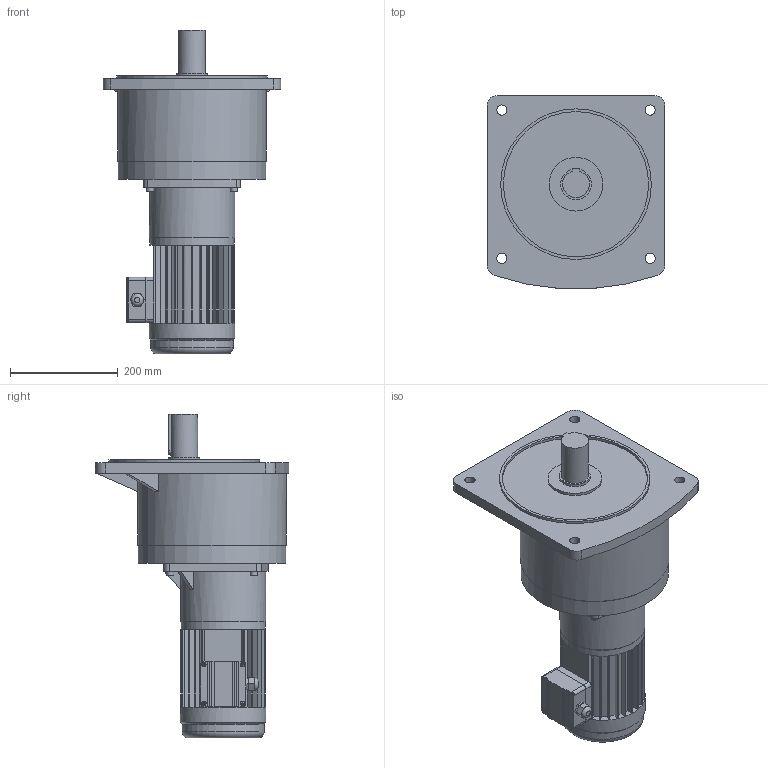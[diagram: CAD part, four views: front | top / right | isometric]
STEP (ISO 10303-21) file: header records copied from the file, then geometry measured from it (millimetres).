
FILE_DESCRIPTION(/* description */ (''),/* implementation_level */ '2;1');
FILE_NAME(/* name */ 'GV立式高速比附三相、单相铝壳（刹车）齿轮减速马达[GV-50-750W-1000-S-A法兰-G1-LD-VO].stp',/* time_stamp */ '2022-01-11T09:00:22+08:00',/* author */ ('Administrator'),/* organization */ (''),/* preprocessor_version */ 'ST-DEVELOPER v15.2',/* originating_system */ 'Autodesk Inventor 2014',/* authorisation */ '');
FILE_SCHEMA (('AUTOMOTIVE_DESIGN { 1 0 10303 214 3 1 1 }'));
Length unit declared in the file: millimetre
Products named in the file (3): STP_50_750W 1HP___G1_LD__A__3; STP_50_750W 1HP___G1_LD__A__1; [GV-50-750W-1000-S-A法兰-G
1-LD-VO]
Bounding box: 330 x 358.98 x 602 mm (x, y, z)
Volume: 18931078.1 mm3; surface area: 799507.2 mm2
Topology: 3 solids, 3 shells, 623 faces, 1551 edges, 1025 vertices
Faces by surface type: plane 535, cylinder 73, torus 9, sphere 4, cone 1, bspline 1
Full cylindrical faces by diameter (mm): 8 x4, 8.5 x4, 11 x4, 13.2 x4, 19 x4, 22 x4, 28 x1, 32.42 x1, 38 x4, 50 x1, 56 x1, 57.5 x1, 100 x1, 135.15 x1, 153 x1, 156.4 x1, 158.4 x1, 159 x1, 160 x1, 170 x1, 270 x1, 274.6 x1, 276.6 x1, 280 x1
Entity records: 18120 total; most frequent: CARTESIAN_POINT 3185, DIRECTION 3004, ORIENTED_EDGE 2960, EDGE_CURVE 1480, LINE 1200, VECTOR 1200, VERTEX_POINT 1013, AXIS2_PLACEMENT_3D 902
